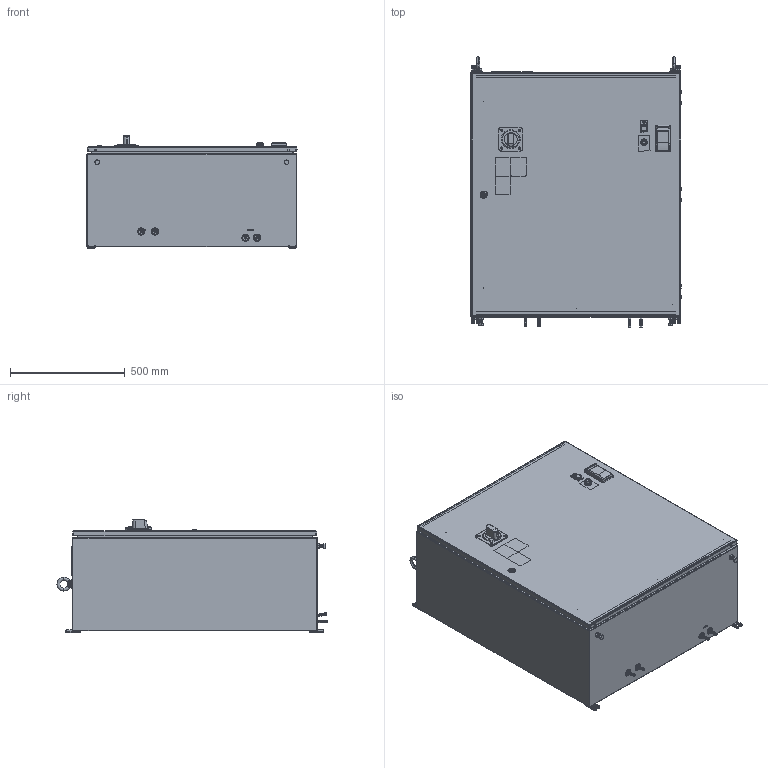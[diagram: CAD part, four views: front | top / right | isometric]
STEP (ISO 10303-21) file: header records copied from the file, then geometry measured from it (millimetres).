
FILE_DESCRIPTION (( 'STEP AP214' ), '1' );
FILE_NAME ('IPAK2v2_(600A_ISO)-(1KA)_MUX.STEP', '2026-03-19T13:00:04', ( '' ), ( '' ), 'SwSTEP 2.0', 'SolidWorks 2025', '' );
FILE_SCHEMA (( 'AUTOMOTIVE_DESIGN' ));
Length unit declared in the file: millimetre
Products named in the file (1): IPAK2v2_(600A_ISO)-(1KA)_MUX
Bounding box: 914.85 x 1176.18 x 492.32 mm (x, y, z)
Surface area: 5036349.2 mm2 (no closed solid volume)
Topology: 0 solids, 751 shells, 1754 faces, 8070 edges, 6850 vertices
Faces by surface type: plane 679, cylinder 501, cone 290, torus 134, bspline 109, sphere 41
Entity records: 122727 total; most frequent: CARTESIAN_POINT 41985, DIRECTION 12398, ORIENTED_EDGE 9908, EDGE_CURVE 8052, VERTEX_POINT 6850, AXIS2_PLACEMENT_3D 4266, LINE 3866, VECTOR 3866
